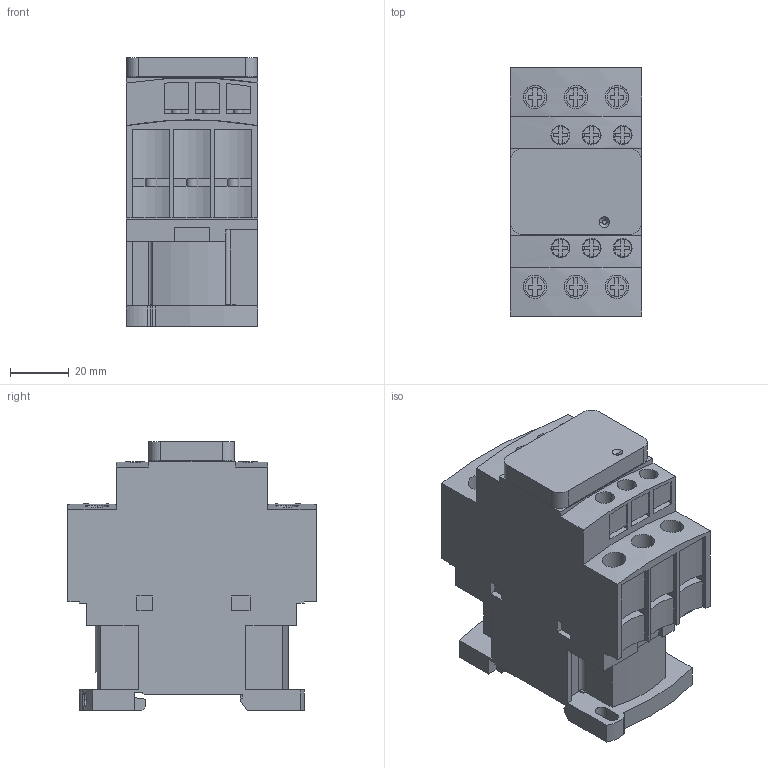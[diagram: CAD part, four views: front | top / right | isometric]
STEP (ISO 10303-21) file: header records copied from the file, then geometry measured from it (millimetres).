
FILE_DESCRIPTION((''),'2;1');
FILE_NAME('LC1D25-38-3D_ASM','2021-09-16T13:50:36',('SESA540900'),('Schneider-Electric'),'CREO PARAMETRIC BY PTC INC, 2019471','CREO PARAMETRIC BY PTC INC, 2019471','');
FILE_SCHEMA(('AP242_MANAGED_MODEL_BASED_3D_ENGINEERING_MIM_LF { 1 0 10303 442 1 1 4 }'));
Products named in the file (2): LC1D25-38; LC1D25-38-3D_ASM
Assembly tree (1 placements, depth 2):
  LC1D25-38-3D_ASM
    LC1D25-38
Bounding box: 44.8 x 84.8 x 91.85 mm (x, y, z)
Volume: 237075.8 mm3; surface area: 44831.4 mm2
Topology: 2 solids, 2 shells, 668 faces, 1835 edges, 1290 vertices
Faces by surface type: plane 495, cylinder 171, cone 2
Entity records: 56421 total; most frequent: CARTESIAN_POINT 30910, DIRECTION 3647, ORIENTED_EDGE 3584, PRESENTATION_STYLE_ASSIGNMENT 1985, STYLED_ITEM 1849, CURVE_STYLE 1838, EDGE_CURVE 1792, VECTOR 1417
